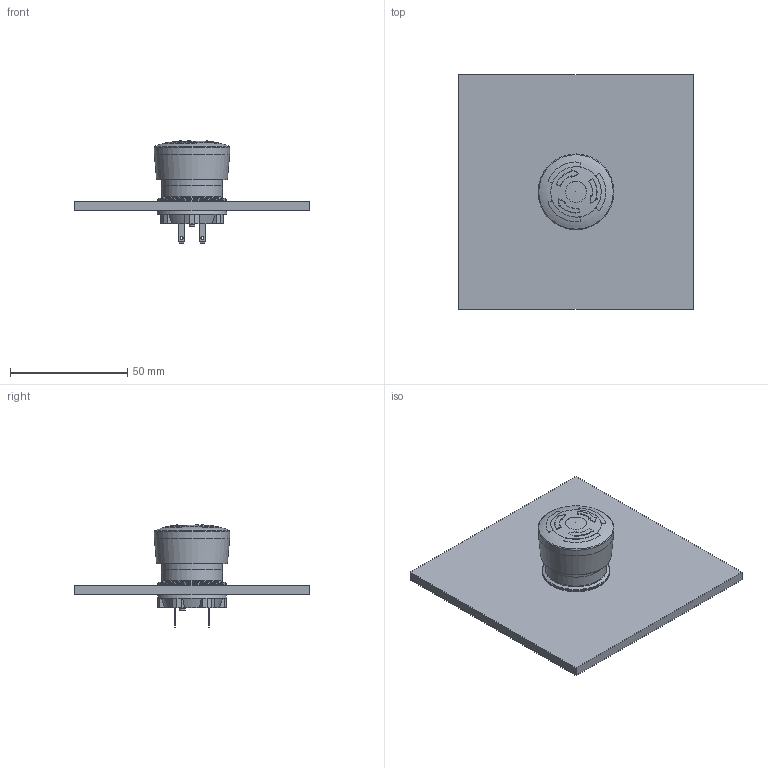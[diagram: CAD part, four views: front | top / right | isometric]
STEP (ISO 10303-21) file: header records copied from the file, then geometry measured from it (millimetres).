
FILE_DESCRIPTION(/* description */ ('Unknown'),/* implementation_level */ '2;1');
FILE_NAME(/* name */ '84-5330.0020_Rendering',/* time_stamp */ '2021-04-21T08:54:30+02:00',/* author */ ('Unknown'),/* organization */ ('Unknown'),/* preprocessor_version */ 'ST-DEVELOPER v16.7',/* originating_system */ 'DEX',/* authorisation */ $);
FILE_SCHEMA (('AUTOMOTIVE_DESIGN {1 0 10303 214 3 1 1}'));
Length unit declared in the file: millimetre
Products named in the file (15): 84-5330.0020_E-Stop Pushbutton_R_00584956; 84-5330.0020_E-Stop Pushbutton_00584957_oa_0; Gehäuse mit Weichkomponente KNA_00584464; Gehäuse ohne Weichkomponente,gelb_00584236; Weichkomponente vom Gehäuse,schwarz_00584240; Druckhaube_ro-we-ro_00586430; Schaltelement_OE_S_KNA_00452205; Schraubring_00301237; Oeffnerkontakt_KNA_00452245_oa_1; Oeffnerkontakt_KNA_00452247; Oeffnerkontakt_KNA_00452245; Kontaktniet_KNA_00452246; Schliesserkontakt_KNA_00452258; Schliesserkontakt_KNA_00452259; Panel_R_D1-22_B-4mm_00584775
Assembly tree (17 placements, depth 4):
  84-5330.0020_E-Stop Pushbutton_R_00584956
    84-5330.0020_E-Stop Pushbutton_00584957_oa_0
      Gehäuse mit Weichkomponente KNA_00584464
        Gehäuse ohne Weichkomponente,gelb_00584236
        Weichkomponente vom Gehäuse,schwarz_00584240
      Druckhaube_ro-we-ro_00586430
      Schaltelement_OE_S_KNA_00452205
      Schraubring_00301237
      Oeffnerkontakt_KNA_00452245_oa_1
        Oeffnerkontakt_KNA_00452247
      Oeffnerkontakt_KNA_00452245
        Kontaktniet_KNA_00452246
        Oeffnerkontakt_KNA_00452247
      Schliesserkontakt_KNA_00452258  x2
        Kontaktniet_KNA_00452246
        Schliesserkontakt_KNA_00452259
    Panel_R_D1-22_B-4mm_00584775
Bounding box: 100 x 100 x 43.51 mm (x, y, z)
Volume: 49956.2 mm3; surface area: 35071.4 mm2
Topology: 18 solids, 18 shells, 512 faces, 1275 edges, 789 vertices
Faces by surface type: plane 200, cylinder 118, bspline 75, cone 47, torus 45, sphere 27
Full cylindrical faces by diameter (mm): 1.3 x4, 1.5 x3, 1.6 x3, 2.2 x3, 2.5 x1, 19.2 x2, 20.949 x7, 21 x1, 22 x2, 22.28 x4, 22.4 x1, 24.4 x2, 26 x4, 27.771 x1, 28.8 x1, 29 x1
Entity records: 15867 total; most frequent: CARTESIAN_POINT 5607, ORIENTED_EDGE 2090, DIRECTION 1953, EDGE_CURVE 1045, AXIS2_PLACEMENT_3D 794, VERTEX_POINT 676, EDGE_LOOP 533, FACE_BOUND 533
